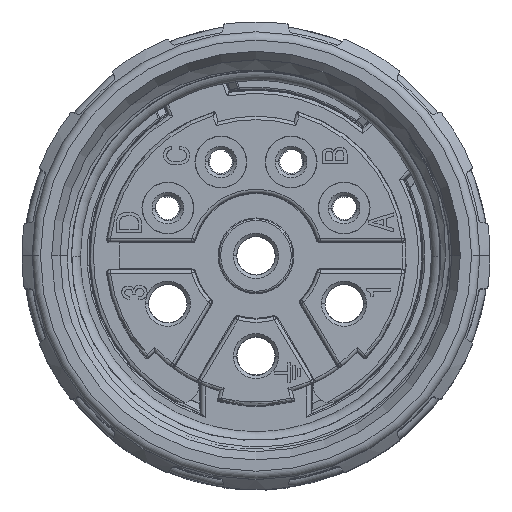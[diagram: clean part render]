
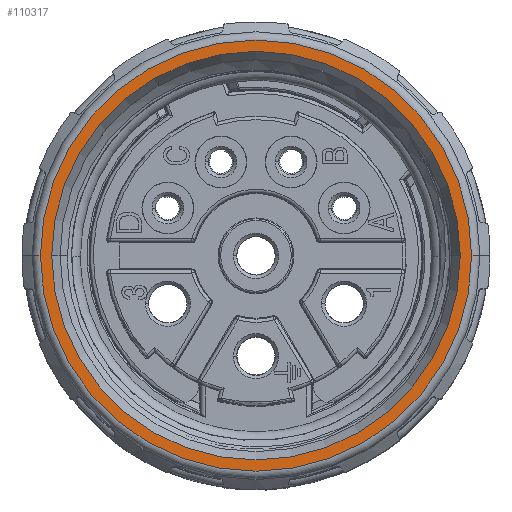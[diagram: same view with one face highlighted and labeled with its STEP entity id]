
A CAD part, top view. The second image highlights one B-rep face of the part: STEP entity #110317.
In plain terms, the highlighted planar face has unit normal (0, 0, 1).
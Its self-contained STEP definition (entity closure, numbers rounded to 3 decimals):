
#43637=CARTESIAN_POINT('',(0.,0.,45.7));
#43638=DIRECTION('',(0.,0.,1.));
#43639=DIRECTION('',(-1.,0.,0.));
#43640=AXIS2_PLACEMENT_3D('',#43637,#43638,#43639);
#43642=CARTESIAN_POINT('',(0.,0.,45.7));
#43643=DIRECTION('',(0.,0.,1.));
#43644=DIRECTION('',(1.,0.,0.));
#43645=AXIS2_PLACEMENT_3D('',#43642,#43643,#43644);
#43647=CARTESIAN_POINT('',(0.,0.,45.7));
#43648=DIRECTION('',(0.,0.,1.));
#43649=DIRECTION('',(1.,0.,0.));
#43650=AXIS2_PLACEMENT_3D('',#43647,#43648,#43649);
#43652=CARTESIAN_POINT('',(0.,0.,45.7));
#43653=DIRECTION('',(0.,0.,1.));
#43654=DIRECTION('',(-1.,0.,0.));
#43655=AXIS2_PLACEMENT_3D('',#43652,#43653,#43654);
#48279=CARTESIAN_POINT('',(12.225,0.,45.7));
#48280=CARTESIAN_POINT('',(-12.225,0.,45.7));
#48281=VERTEX_POINT('',#48279);
#48282=VERTEX_POINT('',#48280);
#48715=CARTESIAN_POINT('',(-12.9,0.,45.7));
#48716=CARTESIAN_POINT('',(12.9,0.,45.7));
#48717=VERTEX_POINT('',#48715);
#48718=VERTEX_POINT('',#48716);
#110302=CARTESIAN_POINT('',(0.,0.,45.7));
#110303=DIRECTION('',(0.,0.,-1.));
#110304=DIRECTION('',(1.,0.,0.));
#110305=AXIS2_PLACEMENT_3D('',#110302,#110303,#110304);
#110306=PLANE('',#110305);
#110308=ORIENTED_EDGE('',*,*,#110307,.F.);
#110310=ORIENTED_EDGE('',*,*,#110309,.F.);
#110311=EDGE_LOOP('',(#110308,#110310));
#110312=FACE_OUTER_BOUND('',#110311,.F.);
#110313=ORIENTED_EDGE('',*,*,#110284,.T.);
#110314=ORIENTED_EDGE('',*,*,#110269,.T.);
#110315=EDGE_LOOP('',(#110313,#110314));
#110316=FACE_BOUND('',#110315,.F.);
#43641=CIRCLE('',#43640,12.9);
#43646=CIRCLE('',#43645,12.9);
#43651=CIRCLE('',#43650,12.225);
#43656=CIRCLE('',#43655,12.225);
#110269=EDGE_CURVE('',#48282,#48281,#43656,.T.);
#110284=EDGE_CURVE('',#48281,#48282,#43651,.T.);
#110307=EDGE_CURVE('',#48717,#48718,#43641,.T.);
#110309=EDGE_CURVE('',#48718,#48717,#43646,.T.);
#110317=ADVANCED_FACE('',(#110312,#110316),#110306,.F.);
